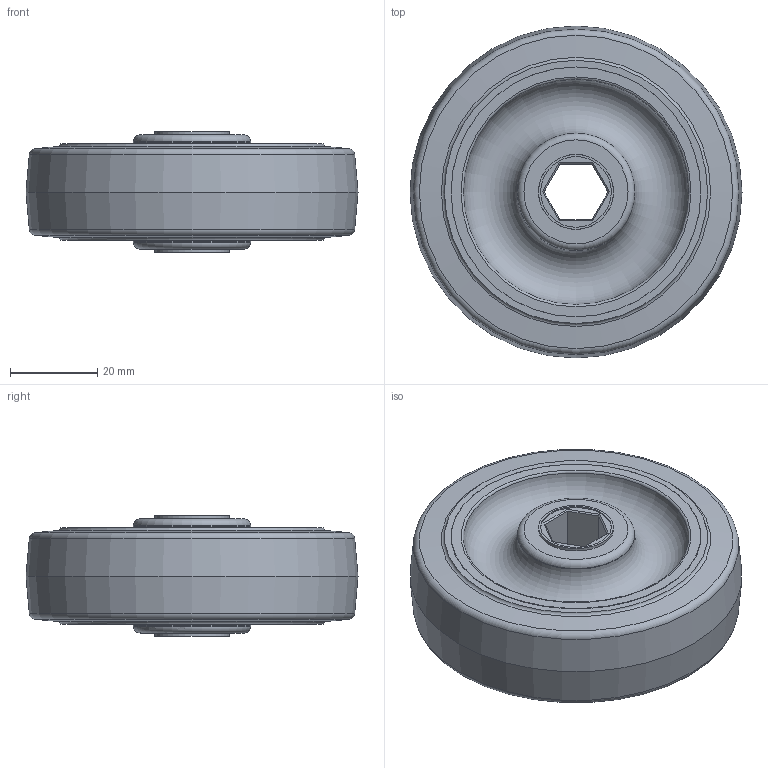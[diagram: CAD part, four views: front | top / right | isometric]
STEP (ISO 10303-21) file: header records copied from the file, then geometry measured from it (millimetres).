
FILE_DESCRIPTION(/* description */ ('STEP AP203'),/* implementation_level */ '2;1');
FILE_NAME(/* name */ 'Coulson 3in thin_MIR.ipt.step',/* time_stamp */ '2020-04-16T23:23:07-04:00',/* author */ ('IFMI-VEX04'),/* organization */ (''),/* preprocessor_version */ 'ST-DEVELOPER v17',/* originating_system */ 'Autodesk Inventor 2019',/* authorisation */ '');
FILE_SCHEMA (('AUTOMOTIVE_DESIGN { 1 0 10303 214 3 1 1 }'));
Length unit declared in the file: millimetre
Products named in the file (1): Coulson 3in thin_MIR
Bounding box: 76.2 x 76.2 x 27.59 mm (x, y, z)
Volume: 79199.4 mm3; surface area: 19741.2 mm2
Topology: 1 solids, 1 shells, 56 faces, 138 edges, 94 vertices
Faces by surface type: plane 30, torus 12, cone 12, bspline 2
Entity records: 2040 total; most frequent: CARTESIAN_POINT 583, DIRECTION 330, ORIENTED_EDGE 276, EDGE_CURVE 138, AXIS2_PLACEMENT_3D 138, VERTEX_POINT 94, CIRCLE 83, EDGE_LOOP 68
